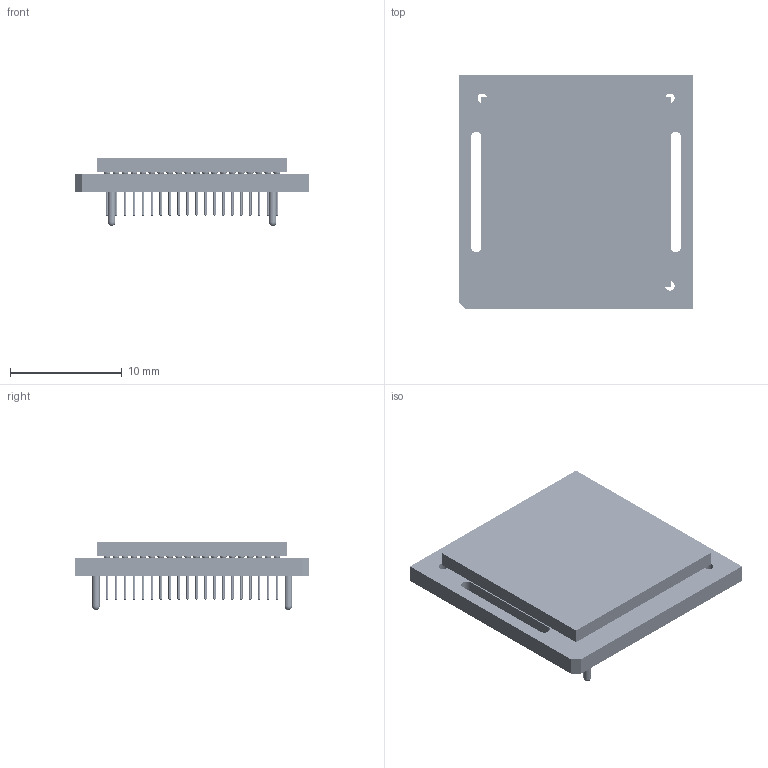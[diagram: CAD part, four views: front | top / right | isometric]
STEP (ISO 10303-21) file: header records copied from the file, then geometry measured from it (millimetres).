
FILE_DESCRIPTION((''),'2;1');
FILE_NAME('LFK46RINTPS2A.stp','2015-04-09T09:35:13',(''),(''),'Mechanical Desktop 2011','Mechanical Desktop 2011',', , ');
FILE_SCHEMA(('CONFIG_CONTROL_DESIGN'));
Length unit declared in the file: millimetre
Products named in the file (4): Product; 10485; 7900-1G; 252 MCU 17x17
Assembly tree (254 placements, depth 3):
  Product
    10485
      7900-1G  x252
    252 MCU 17x17
Bounding box: 20.99 x 20.99 x 6.09 mm (x, y, z)
Volume: 1047.1 mm3; surface area: 3462.5 mm2
Topology: 510 solids, 510 shells, 6861 faces, 15006 edges, 8151 vertices
Faces by surface type: cylinder 3346, cone 1512, plane 1037, sphere 718, bspline 248
Entity records: 37023 total; most frequent: CARTESIAN_POINT 10565, DIRECTION 5972, ORIENTED_EDGE 4386, AXIS2_PLACEMENT_3D 2684, EDGE_CURVE 2193, VERTEX_POINT 1625, EDGE_LOOP 1610, CIRCLE 1589
